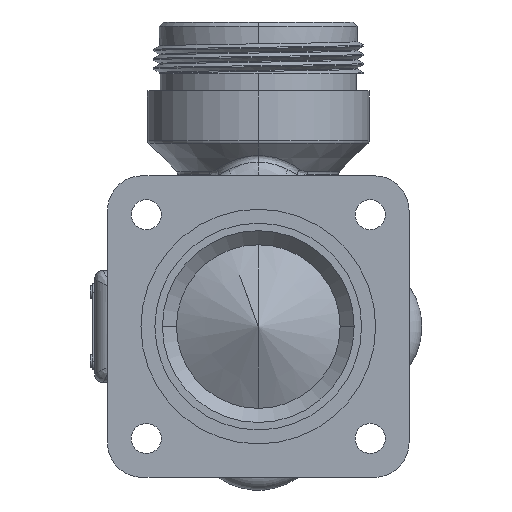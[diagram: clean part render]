
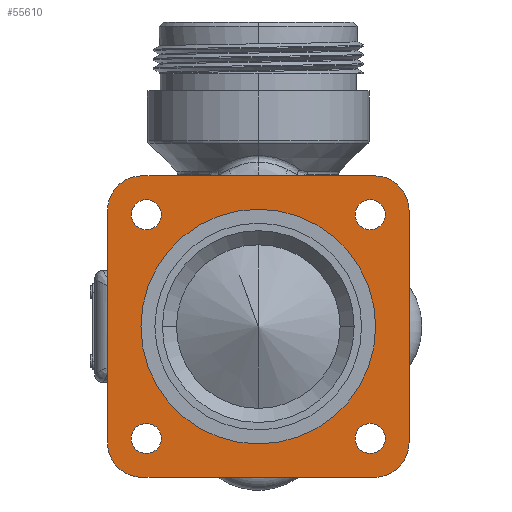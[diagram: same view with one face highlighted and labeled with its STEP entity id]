
A CAD part, front view. The second image highlights one B-rep face of the part: STEP entity #55610.
In plain terms, the highlighted planar face has unit normal (0, -1, 0).
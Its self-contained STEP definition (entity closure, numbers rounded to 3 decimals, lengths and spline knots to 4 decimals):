
#153=DIRECTION('',(0.,0.,-1.));
#154=VECTOR('',#153,3.375);
#155=CARTESIAN_POINT('',(2.1875,0.0974,1.6875));
#156=LINE('',#155,#154);
#157=CARTESIAN_POINT('',(0.,0.0974,0.));
#158=DIRECTION('',(0.,-1.,0.));
#159=DIRECTION('',(0.,0.,-1.));
#160=AXIS2_PLACEMENT_3D('',#157,#158,#159);
#162=CARTESIAN_POINT('',(0.,0.0974,0.));
#163=DIRECTION('',(0.,-1.,0.));
#164=DIRECTION('',(0.,0.,1.));
#165=AXIS2_PLACEMENT_3D('',#162,#163,#164);
#167=CARTESIAN_POINT('',(-1.6239,0.0974,1.6239));
#168=DIRECTION('',(0.,1.,0.));
#169=DIRECTION('',(-1.,0.,0.));
#170=AXIS2_PLACEMENT_3D('',#167,#168,#169);
#172=CARTESIAN_POINT('',(-1.6239,0.0974,1.6239));
#173=DIRECTION('',(0.,1.,0.));
#174=DIRECTION('',(1.,0.,0.));
#175=AXIS2_PLACEMENT_3D('',#172,#173,#174);
#177=CARTESIAN_POINT('',(-1.6239,0.0974,-1.6239));
#178=DIRECTION('',(0.,1.,0.));
#179=DIRECTION('',(-1.,0.,0.));
#180=AXIS2_PLACEMENT_3D('',#177,#178,#179);
#182=CARTESIAN_POINT('',(-1.6239,0.0974,-1.6239));
#183=DIRECTION('',(0.,1.,0.));
#184=DIRECTION('',(1.,0.,0.));
#185=AXIS2_PLACEMENT_3D('',#182,#183,#184);
#187=CARTESIAN_POINT('',(1.6239,0.0974,-1.6239));
#188=DIRECTION('',(0.,1.,0.));
#189=DIRECTION('',(-1.,0.,0.));
#190=AXIS2_PLACEMENT_3D('',#187,#188,#189);
#192=CARTESIAN_POINT('',(1.6239,0.0974,-1.6239));
#193=DIRECTION('',(0.,1.,0.));
#194=DIRECTION('',(1.,0.,0.));
#195=AXIS2_PLACEMENT_3D('',#192,#193,#194);
#197=CARTESIAN_POINT('',(1.6239,0.0974,1.6239));
#198=DIRECTION('',(0.,1.,0.));
#199=DIRECTION('',(-1.,0.,0.));
#200=AXIS2_PLACEMENT_3D('',#197,#198,#199);
#202=CARTESIAN_POINT('',(1.6239,0.0974,1.6239));
#203=DIRECTION('',(0.,1.,0.));
#204=DIRECTION('',(1.,0.,0.));
#205=AXIS2_PLACEMENT_3D('',#202,#203,#204);
#207=DIRECTION('',(0.,0.,1.));
#208=VECTOR('',#207,3.375);
#209=CARTESIAN_POINT('',(-2.1875,0.0974,-1.6875));
#210=LINE('',#209,#208);
#211=CARTESIAN_POINT('',(-1.6875,0.0974,-1.6875));
#212=DIRECTION('',(0.,-1.,0.));
#213=DIRECTION('',(-1.,0.,0.));
#214=AXIS2_PLACEMENT_3D('',#211,#212,#213);
#224=DIRECTION('',(-1.,0.,0.));
#225=VECTOR('',#224,3.375);
#226=CARTESIAN_POINT('',(1.6875,0.0974,-2.1875));
#227=LINE('',#226,#225);
#228=CARTESIAN_POINT('',(1.6875,0.0974,-1.6875));
#229=DIRECTION('',(0.,-1.,0.));
#230=DIRECTION('',(0.,0.,-1.));
#231=AXIS2_PLACEMENT_3D('',#228,#229,#230);
#241=CARTESIAN_POINT('',(-1.6875,0.0974,1.6875));
#242=DIRECTION('',(0.,-1.,0.));
#243=DIRECTION('',(0.,0.,1.));
#244=AXIS2_PLACEMENT_3D('',#241,#242,#243);
#254=DIRECTION('',(1.,0.,0.));
#255=VECTOR('',#254,3.375);
#256=CARTESIAN_POINT('',(-1.6875,0.0974,2.1875));
#257=LINE('',#256,#255);
#258=CARTESIAN_POINT('',(1.6875,0.0974,1.6875));
#259=DIRECTION('',(0.,-1.,0.));
#260=DIRECTION('',(1.,0.,0.));
#261=AXIS2_PLACEMENT_3D('',#258,#259,#260);
#48138=CARTESIAN_POINT('',(-2.1875,0.0974,-1.6875));
#48139=CARTESIAN_POINT('',(-2.1875,0.0974,1.6875));
#48140=VERTEX_POINT('',#48138);
#48141=VERTEX_POINT('',#48139);
#48142=CARTESIAN_POINT('',(-1.6875,0.0974,2.1875));
#48143=CARTESIAN_POINT('',(1.6875,0.0974,2.1875));
#48144=VERTEX_POINT('',#48142);
#48145=VERTEX_POINT('',#48143);
#48146=CARTESIAN_POINT('',(2.1875,0.0974,1.6875));
#48147=CARTESIAN_POINT('',(2.1875,0.0974,-1.6875));
#48148=VERTEX_POINT('',#48146);
#48149=VERTEX_POINT('',#48147);
#48150=CARTESIAN_POINT('',(1.6875,0.0974,-2.1875));
#48151=CARTESIAN_POINT('',(-1.6875,0.0974,-2.1875));
#48152=VERTEX_POINT('',#48150);
#48153=VERTEX_POINT('',#48151);
#48250=CARTESIAN_POINT('',(0.,0.0974,-1.703));
#48251=CARTESIAN_POINT('',(0.,0.0974,1.703));
#48252=VERTEX_POINT('',#48250);
#48253=VERTEX_POINT('',#48251);
#48359=CARTESIAN_POINT('',(-1.8424,0.0974,1.6239));
#48360=CARTESIAN_POINT('',(-1.4054,0.0974,1.6239));
#48361=VERTEX_POINT('',#48359);
#48362=VERTEX_POINT('',#48360);
#48363=CARTESIAN_POINT('',(-1.8424,0.0974,-1.6239));
#48364=CARTESIAN_POINT('',(-1.4054,0.0974,-1.6239));
#48365=VERTEX_POINT('',#48363);
#48366=VERTEX_POINT('',#48364);
#48367=CARTESIAN_POINT('',(1.4054,0.0974,-1.6239));
#48368=CARTESIAN_POINT('',(1.8424,0.0974,-1.6239));
#48369=VERTEX_POINT('',#48367);
#48370=VERTEX_POINT('',#48368);
#48371=CARTESIAN_POINT('',(1.4054,0.0974,1.6239));
#48372=CARTESIAN_POINT('',(1.8424,0.0974,1.6239));
#48373=VERTEX_POINT('',#48371);
#48374=VERTEX_POINT('',#48372);
#55558=CARTESIAN_POINT('',(0.,0.0974,0.));
#55559=DIRECTION('',(0.,1.,0.));
#55560=DIRECTION('',(1.,0.,0.));
#55561=AXIS2_PLACEMENT_3D('',#55558,#55559,#55560);
#55562=PLANE('',#55561);
#55564=ORIENTED_EDGE('',*,*,#55563,.T.);
#55566=ORIENTED_EDGE('',*,*,#55565,.F.);
#55568=ORIENTED_EDGE('',*,*,#55567,.T.);
#55570=ORIENTED_EDGE('',*,*,#55569,.F.);
#55571=ORIENTED_EDGE('',*,*,#55548,.T.);
#55573=ORIENTED_EDGE('',*,*,#55572,.F.);
#55575=ORIENTED_EDGE('',*,*,#55574,.T.);
#55577=ORIENTED_EDGE('',*,*,#55576,.F.);
#55578=EDGE_LOOP('',(#55564,#55566,#55568,#55570,#55571,#55573,#55575,#55577));
#55579=FACE_OUTER_BOUND('',#55578,.F.);
#55581=ORIENTED_EDGE('',*,*,#55580,.T.);
#55583=ORIENTED_EDGE('',*,*,#55582,.T.);
#55584=EDGE_LOOP('',(#55581,#55583));
#55585=FACE_BOUND('',#55584,.F.);
#55587=ORIENTED_EDGE('',*,*,#55586,.F.);
#55589=ORIENTED_EDGE('',*,*,#55588,.F.);
#55590=EDGE_LOOP('',(#55587,#55589));
#55591=FACE_BOUND('',#55590,.F.);
#55593=ORIENTED_EDGE('',*,*,#55592,.F.);
#55595=ORIENTED_EDGE('',*,*,#55594,.F.);
#55596=EDGE_LOOP('',(#55593,#55595));
#55597=FACE_BOUND('',#55596,.F.);
#55599=ORIENTED_EDGE('',*,*,#55598,.F.);
#55601=ORIENTED_EDGE('',*,*,#55600,.F.);
#55602=EDGE_LOOP('',(#55599,#55601));
#55603=FACE_BOUND('',#55602,.F.);
#55605=ORIENTED_EDGE('',*,*,#55604,.F.);
#55607=ORIENTED_EDGE('',*,*,#55606,.F.);
#55608=EDGE_LOOP('',(#55605,#55607));
#55609=FACE_BOUND('',#55608,.F.);
#55610=ADVANCED_FACE('',(#55579,#55585,#55591,#55597,#55603,#55609),#55562,.F.);
#161=CIRCLE('',#160,1.703);
#166=CIRCLE('',#165,1.703);
#171=CIRCLE('',#170,0.2185);
#176=CIRCLE('',#175,0.2185);
#181=CIRCLE('',#180,0.2185);
#186=CIRCLE('',#185,0.2185);
#191=CIRCLE('',#190,0.2185);
#196=CIRCLE('',#195,0.2185);
#201=CIRCLE('',#200,0.2185);
#206=CIRCLE('',#205,0.2185);
#215=CIRCLE('',#214,0.5);
#232=CIRCLE('',#231,0.5);
#245=CIRCLE('',#244,0.5);
#262=CIRCLE('',#261,0.5);
#55548=EDGE_CURVE('',#48148,#48149,#156,.T.);
#55563=EDGE_CURVE('',#48140,#48141,#210,.T.);
#55565=EDGE_CURVE('',#48144,#48141,#245,.T.);
#55567=EDGE_CURVE('',#48144,#48145,#257,.T.);
#55569=EDGE_CURVE('',#48148,#48145,#262,.T.);
#55572=EDGE_CURVE('',#48152,#48149,#232,.T.);
#55574=EDGE_CURVE('',#48152,#48153,#227,.T.);
#55576=EDGE_CURVE('',#48140,#48153,#215,.T.);
#55580=EDGE_CURVE('',#48252,#48253,#161,.T.);
#55582=EDGE_CURVE('',#48253,#48252,#166,.T.);
#55586=EDGE_CURVE('',#48361,#48362,#171,.T.);
#55588=EDGE_CURVE('',#48362,#48361,#176,.T.);
#55592=EDGE_CURVE('',#48365,#48366,#181,.T.);
#55594=EDGE_CURVE('',#48366,#48365,#186,.T.);
#55598=EDGE_CURVE('',#48369,#48370,#191,.T.);
#55600=EDGE_CURVE('',#48370,#48369,#196,.T.);
#55604=EDGE_CURVE('',#48373,#48374,#201,.T.);
#55606=EDGE_CURVE('',#48374,#48373,#206,.T.);
